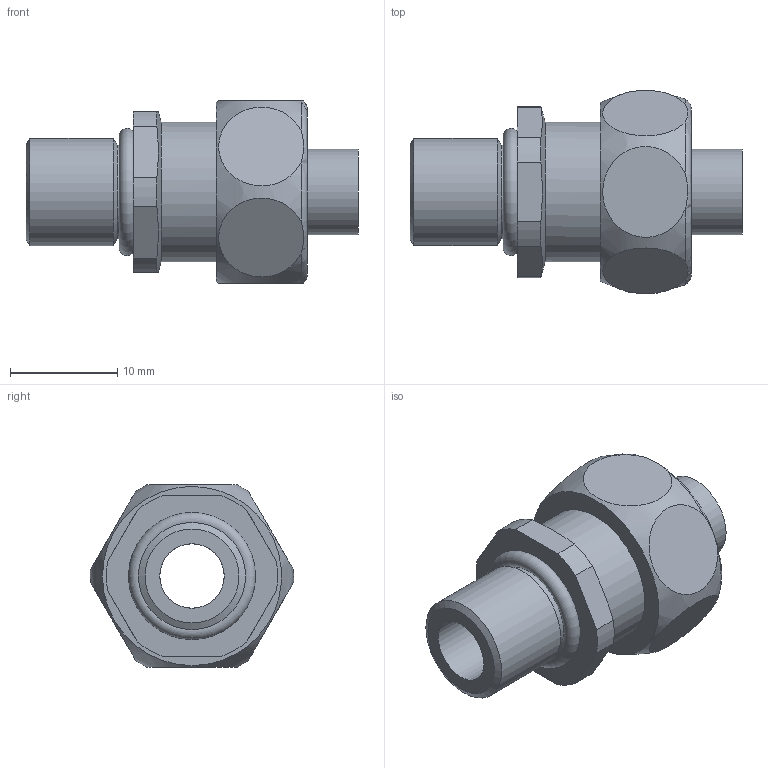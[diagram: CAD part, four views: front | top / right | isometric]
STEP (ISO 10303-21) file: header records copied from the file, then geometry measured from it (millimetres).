
FILE_DESCRIPTION( ( 'STEP AP203' ), '1' );
FILE_NAME( 'FLEXA US -M 5010.328.010.stp', '2020-03-06T08:05:03', ( '' ), ( '' ), ' ', 'PARTsolutions', ' ' );
FILE_SCHEMA( ( 'CONFIG_CONTROL_DESIGN' ) );
Length unit declared in the file: millimetre
Products named in the file (1): _FLEXA US -M 5010.328.010
Bounding box: 31 x 18.96 x 17 mm (x, y, z)
Volume: 3339.6 mm3; surface area: 2534.9 mm2
Topology: 1 solids, 1 shells, 39 faces, 93 edges, 62 vertices
Faces by surface type: plane 20, cylinder 13, cone 3, torus 2, bspline 1
Full cylindrical faces by diameter (mm): 6 x1, 6.02 x1, 8 x1, 8.77 x1, 10 x2, 13 x1
Entity records: 1517 total; most frequent: CARTESIAN_POINT 658, DIRECTION 170, ORIENTED_EDGE 146, AXIS2_PLACEMENT_3D 76, EDGE_CURVE 73, EDGE_LOOP 60, VERTEX_POINT 56, FACE_OUTER_BOUND 49
